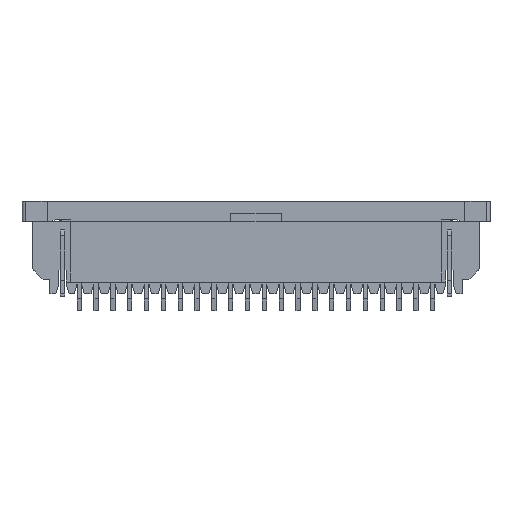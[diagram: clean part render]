
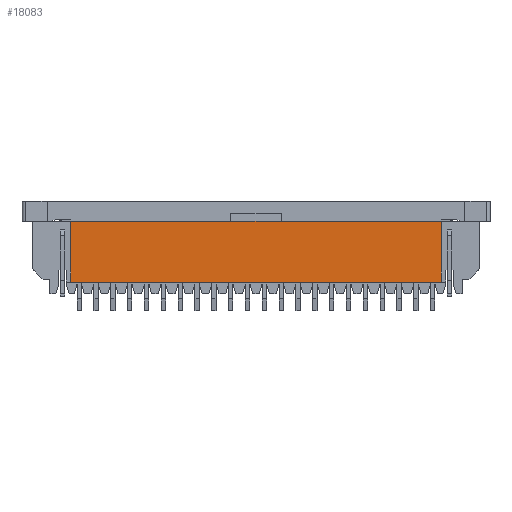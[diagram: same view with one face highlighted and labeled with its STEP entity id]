
A CAD part, front view. The second image highlights one B-rep face of the part: STEP entity #18083.
In plain terms, the highlighted planar face has unit normal (0, -1, 0).
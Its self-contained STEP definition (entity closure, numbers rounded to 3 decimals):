
#2=DIRECTION('',(0.,0.,1.));
#3=VECTOR('',#2,3.6);
#4=CARTESIAN_POINT('',(6.3,0.,-4.8));
#5=LINE('36917',#4,#3);
#6=DIRECTION('',(0.,0.,1.));
#7=VECTOR('',#6,3.6);
#8=CARTESIAN_POINT('',(28.3,0.,-4.8));
#9=LINE('39755',#8,#7);
#22=DIRECTION('',(-1.,0.,0.));
#23=VECTOR('',#22,22.);
#24=CARTESIAN_POINT('',(28.3,0.,-4.8));
#25=LINE('39916',#24,#23);
#1554=DIRECTION('',(1.,0.,0.));
#1555=VECTOR('',#1554,22.);
#1556=CARTESIAN_POINT('',(6.3,0.,-1.2));
#1557=LINE('39905',#1556,#1555);
#15170=CARTESIAN_POINT('',(6.3,0.,-4.8));
#15171=CARTESIAN_POINT('',(6.3,0.,-1.2));
#15172=VERTEX_POINT('',#15170);
#15173=VERTEX_POINT('',#15171);
#16614=CARTESIAN_POINT('',(28.3,0.,-4.8));
#16615=CARTESIAN_POINT('',(28.3,0.,-1.2));
#16616=VERTEX_POINT('',#16614);
#16617=VERTEX_POINT('',#16615);
#18068=CARTESIAN_POINT('',(4.,0.,0.));
#18069=DIRECTION('',(0.,1.,0.));
#18070=DIRECTION('',(1.,0.,0.));
#18071=AXIS2_PLACEMENT_3D('',#18068,#18069,#18070);
#18072=PLANE('36889',#18071);
#18074=ORIENTED_EDGE('39916',*,*,#18073,.T.);
#18076=ORIENTED_EDGE('36917',*,*,#18075,.T.);
#18078=ORIENTED_EDGE('39905',*,*,#18077,.T.);
#18080=ORIENTED_EDGE('39755',*,*,#18079,.F.);
#18081=EDGE_LOOP('36889',(#18074,#18076,#18078,#18080));
#18082=FACE_OUTER_BOUND('36889',#18081,.F.);
#18083=ADVANCED_FACE('36889',(#18082),#18072,.F.);
#18073=EDGE_CURVE('39916',#16616,#15172,#25,.T.);
#18075=EDGE_CURVE('36917',#15172,#15173,#5,.T.);
#18077=EDGE_CURVE('39905',#15173,#16617,#1557,.T.);
#18079=EDGE_CURVE('39755',#16616,#16617,#9,.T.);
